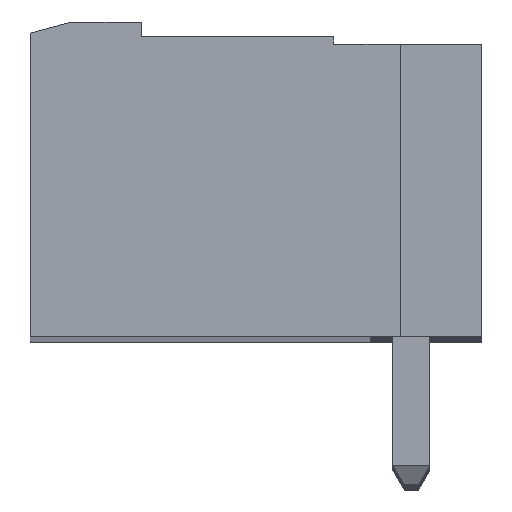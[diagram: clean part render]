
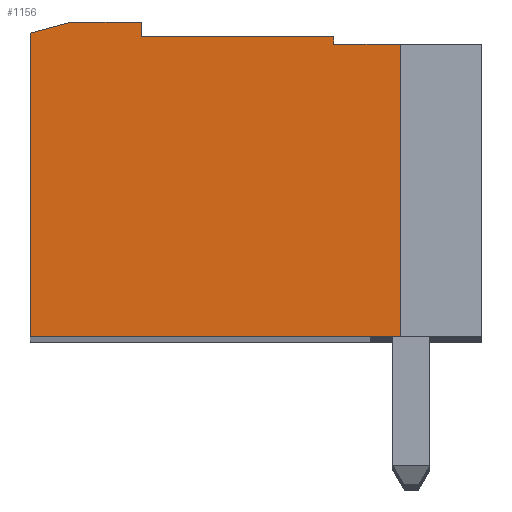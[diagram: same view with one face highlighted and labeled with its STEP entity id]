
A CAD part, top view. The second image highlights one B-rep face of the part: STEP entity #1156.
In plain terms, the highlighted planar face has unit normal (0, 0, 1).
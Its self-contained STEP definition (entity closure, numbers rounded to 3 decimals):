
#1156 = ADVANCED_FACE( '', ( #3123 ), #3124, .T. );
#3123 = FACE_OUTER_BOUND( '', #5969, .T. );
#3124 = PLANE( '', #5970 );
#5969 = EDGE_LOOP( '', ( #9414, #9415, #9416, #9417, #9418, #9419, #9420, #9421, #9422 ) );
#5970 = AXIS2_PLACEMENT_3D( '', #9423, #9424, #9425 );
#9414 = ORIENTED_EDGE( '', *, *, #17480, .F. );
#9415 = ORIENTED_EDGE( '', *, *, #17481, .F. );
#9416 = ORIENTED_EDGE( '', *, *, #17482, .F. );
#9417 = ORIENTED_EDGE( '', *, *, #17483, .F. );
#9418 = ORIENTED_EDGE( '', *, *, #17484, .F. );
#9419 = ORIENTED_EDGE( '', *, *, #17454, .F. );
#9420 = ORIENTED_EDGE( '', *, *, #17485, .F. );
#9421 = ORIENTED_EDGE( '', *, *, #17486, .F. );
#9422 = ORIENTED_EDGE( '', *, *, #17487, .F. );
#9423 = CARTESIAN_POINT( '', ( 204.225, 204.11, 72.12 ) );
#9424 = DIRECTION( '', ( 0., 0., 1. ) );
#9425 = DIRECTION( '', ( 0., 1., 0. ) );
#17454 = EDGE_CURVE( '', #21165, #21160, #21167, .T. );
#17480 = EDGE_CURVE( '', #21209, #21210, #21211, .T. );
#17481 = EDGE_CURVE( '', #21212, #21209, #21213, .T. );
#17482 = EDGE_CURVE( '', #21214, #21212, #21215, .T. );
#17483 = EDGE_CURVE( '', #21216, #21214, #21217, .T. );
#17484 = EDGE_CURVE( '', #21160, #21216, #21218, .T. );
#17485 = EDGE_CURVE( '', #21219, #21165, #21220, .T. );
#17486 = EDGE_CURVE( '', #21221, #21219, #21222, .T. );
#17487 = EDGE_CURVE( '', #21210, #21221, #21223, .T. );
#21160 = VERTEX_POINT( '', #26407 );
#21165 = VERTEX_POINT( '', #26414 );
#21167 = LINE( '', #26417, #26418 );
#21209 = VERTEX_POINT( '', #26476 );
#21210 = VERTEX_POINT( '', #26477 );
#21211 = LINE( '', #26478, #26479 );
#21212 = VERTEX_POINT( '', #26480 );
#21213 = LINE( '', #26481, #26482 );
#21214 = VERTEX_POINT( '', #26483 );
#21215 = LINE( '', #26484, #26485 );
#21216 = VERTEX_POINT( '', #26486 );
#21217 = LINE( '', #26487, #26488 );
#21218 = LINE( '', #26489, #26490 );
#21219 = VERTEX_POINT( '', #26491 );
#21220 = LINE( '', #26492, #26493 );
#21221 = VERTEX_POINT( '', #26494 );
#21222 = LINE( '', #26495, #26496 );
#21223 = LINE( '', #26497, #26498 );
#26407 = CARTESIAN_POINT( '', ( 197.225, 204.31, 72.12 ) );
#26414 = CARTESIAN_POINT( '', ( 197.225, 204.71, 72.12 ) );
#26417 = CARTESIAN_POINT( '', ( 197.225, 204.31, 72.12 ) );
#26418 = VECTOR( '', #32655, 1000. );
#26476 = CARTESIAN_POINT( '', ( 204.225, 196.21, 72.12 ) );
#26477 = CARTESIAN_POINT( '', ( 194.225, 196.21, 72.12 ) );
#26478 = CARTESIAN_POINT( '', ( 194.225, 196.21, 72.12 ) );
#26479 = VECTOR( '', #32681, 1000. );
#26480 = CARTESIAN_POINT( '', ( 204.225, 204.11, 72.12 ) );
#26481 = CARTESIAN_POINT( '', ( 204.225, 196.21, 72.12 ) );
#26482 = VECTOR( '', #32682, 1000. );
#26483 = CARTESIAN_POINT( '', ( 202.425, 204.11, 72.12 ) );
#26484 = CARTESIAN_POINT( '', ( 204.225, 204.11, 72.12 ) );
#26485 = VECTOR( '', #32683, 1000. );
#26486 = CARTESIAN_POINT( '', ( 202.425, 204.31, 72.12 ) );
#26487 = CARTESIAN_POINT( '', ( 202.425, 204.11, 72.12 ) );
#26488 = VECTOR( '', #32684, 1000. );
#26489 = CARTESIAN_POINT( '', ( 202.425, 204.31, 72.12 ) );
#26490 = VECTOR( '', #32685, 1000. );
#26491 = CARTESIAN_POINT( '', ( 195.345, 204.71, 72.12 ) );
#26492 = CARTESIAN_POINT( '', ( 197.225, 204.71, 72.12 ) );
#26493 = VECTOR( '', #32686, 1000. );
#26494 = CARTESIAN_POINT( '', ( 194.225, 204.41, 72.12 ) );
#26495 = CARTESIAN_POINT( '', ( 195.345, 204.71, 72.12 ) );
#26496 = VECTOR( '', #32687, 1000. );
#26497 = CARTESIAN_POINT( '', ( 194.225, 204.41, 72.12 ) );
#26498 = VECTOR( '', #32688, 1000. );
#32655 = DIRECTION( '', ( 0., -1., 0. ) );
#32681 = DIRECTION( '', ( -1., 0., 0. ) );
#32682 = DIRECTION( '', ( 0., -1., 0. ) );
#32683 = DIRECTION( '', ( 1., 0., 0. ) );
#32684 = DIRECTION( '', ( 0., -1., 0. ) );
#32685 = DIRECTION( '', ( 1., 0., 0. ) );
#32686 = DIRECTION( '', ( 1., 0., 0. ) );
#32687 = DIRECTION( '', ( 0.966, 0.259, 0. ) );
#32688 = DIRECTION( '', ( 0., 1., 0. ) );
